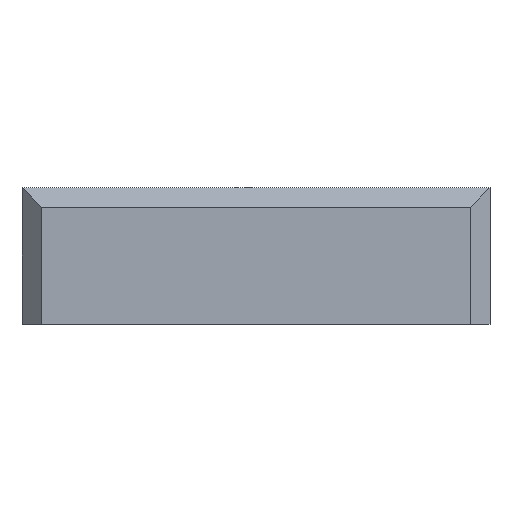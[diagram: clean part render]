
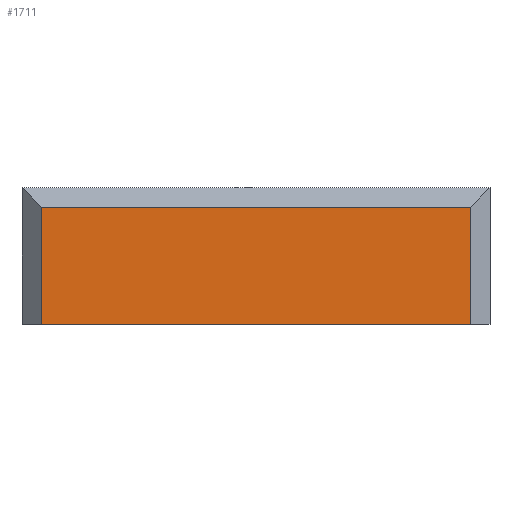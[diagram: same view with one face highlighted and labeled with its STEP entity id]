
A CAD part, left-side view. The second image highlights one B-rep face of the part: STEP entity #1711.
In plain terms, the highlighted planar face has unit normal (-1, 0, 0).
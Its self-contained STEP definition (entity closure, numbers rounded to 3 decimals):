
#83 = PLANE('',#84);
#84 = AXIS2_PLACEMENT_3D('',#85,#86,#87);
#85 = CARTESIAN_POINT('',(1.,0.,13.));
#86 = DIRECTION('',(0.707,0.,-0.707));
#87 = DIRECTION('',(-0.,-1.,-0.));
#402 = PLANE('',#403);
#403 = AXIS2_PLACEMENT_3D('',#404,#405,#406);
#404 = CARTESIAN_POINT('',(1.,47.,0.));
#405 = DIRECTION('',(-0.707,0.707,0.));
#406 = DIRECTION('',(0.,0.,1.));
#430 = PLANE('',#431);
#431 = AXIS2_PLACEMENT_3D('',#432,#433,#434);
#432 = CARTESIAN_POINT('',(0.,0.,0.));
#433 = DIRECTION('',(0.,0.,1.));
#434 = DIRECTION('',(1.,0.,0.));
#635 = PLANE('',#636);
#636 = AXIS2_PLACEMENT_3D('',#637,#638,#639);
#637 = CARTESIAN_POINT('',(1.,1.,0.));
#638 = DIRECTION('',(-0.707,-0.707,0.));
#639 = DIRECTION('',(-0.,-0.,-1.));
#788 = VERTEX_POINT('',#789);
#789 = CARTESIAN_POINT('',(0.,2.,12.));
#812 = VERTEX_POINT('',#813);
#813 = CARTESIAN_POINT('',(0.,46.,12.));
#834 = EDGE_CURVE('',#788,#812,#835,.T.);
#835 = SURFACE_CURVE('',#836,(#840,#847),.PCURVE_S1.);
#836 = LINE('',#837,#838);
#837 = CARTESIAN_POINT('',(0.,0.,12.));
#838 = VECTOR('',#839,1.);
#839 = DIRECTION('',(0.,1.,0.));
#840 = PCURVE('',#83,#841);
#841 = DEFINITIONAL_REPRESENTATION('',(#842),#846);
#842 = LINE('',#843,#844);
#843 = CARTESIAN_POINT('',(-0.,1.414));
#844 = VECTOR('',#845,1.);
#845 = DIRECTION('',(-1.,0.));
#846 = ( GEOMETRIC_REPRESENTATION_CONTEXT(2) 
PARAMETRIC_REPRESENTATION_CONTEXT() REPRESENTATION_CONTEXT('2D SPACE',''
  ) );
#847 = PCURVE('',#848,#853);
#848 = PLANE('',#849);
#849 = AXIS2_PLACEMENT_3D('',#850,#851,#852);
#850 = CARTESIAN_POINT('',(0.,0.,0.));
#851 = DIRECTION('',(1.,0.,0.));
#852 = DIRECTION('',(0.,0.,1.));
#853 = DEFINITIONAL_REPRESENTATION('',(#854),#858);
#854 = LINE('',#855,#856);
#855 = CARTESIAN_POINT('',(12.,0.));
#856 = VECTOR('',#857,1.);
#857 = DIRECTION('',(0.,-1.));
#858 = ( GEOMETRIC_REPRESENTATION_CONTEXT(2) 
PARAMETRIC_REPRESENTATION_CONTEXT() REPRESENTATION_CONTEXT('2D SPACE',''
  ) );
#1353 = EDGE_CURVE('',#1354,#1356,#1358,.T.);
#1354 = VERTEX_POINT('',#1355);
#1355 = CARTESIAN_POINT('',(0.,2.,0.));
#1356 = VERTEX_POINT('',#1357);
#1357 = CARTESIAN_POINT('',(0.,46.,0.));
#1358 = SURFACE_CURVE('',#1359,(#1363,#1370),.PCURVE_S1.);
#1359 = LINE('',#1360,#1361);
#1360 = CARTESIAN_POINT('',(0.,0.,0.));
#1361 = VECTOR('',#1362,1.);
#1362 = DIRECTION('',(0.,1.,0.));
#1363 = PCURVE('',#430,#1364);
#1364 = DEFINITIONAL_REPRESENTATION('',(#1365),#1369);
#1365 = LINE('',#1366,#1367);
#1366 = CARTESIAN_POINT('',(0.,0.));
#1367 = VECTOR('',#1368,1.);
#1368 = DIRECTION('',(0.,1.));
#1369 = ( GEOMETRIC_REPRESENTATION_CONTEXT(2) 
PARAMETRIC_REPRESENTATION_CONTEXT() REPRESENTATION_CONTEXT('2D SPACE',''
  ) );
#1370 = PCURVE('',#848,#1371);
#1371 = DEFINITIONAL_REPRESENTATION('',(#1372),#1376);
#1372 = LINE('',#1373,#1374);
#1373 = CARTESIAN_POINT('',(0.,0.));
#1374 = VECTOR('',#1375,1.);
#1375 = DIRECTION('',(0.,-1.));
#1376 = ( GEOMETRIC_REPRESENTATION_CONTEXT(2) 
PARAMETRIC_REPRESENTATION_CONTEXT() REPRESENTATION_CONTEXT('2D SPACE',''
  ) );
#1533 = EDGE_CURVE('',#1356,#812,#1534,.T.);
#1534 = SURFACE_CURVE('',#1535,(#1539,#1546),.PCURVE_S1.);
#1535 = LINE('',#1536,#1537);
#1536 = CARTESIAN_POINT('',(0.,46.,0.));
#1537 = VECTOR('',#1538,1.);
#1538 = DIRECTION('',(0.,0.,1.));
#1539 = PCURVE('',#402,#1540);
#1540 = DEFINITIONAL_REPRESENTATION('',(#1541),#1545);
#1541 = LINE('',#1542,#1543);
#1542 = CARTESIAN_POINT('',(0.,-1.414));
#1543 = VECTOR('',#1544,1.);
#1544 = DIRECTION('',(1.,0.));
#1545 = ( GEOMETRIC_REPRESENTATION_CONTEXT(2) 
PARAMETRIC_REPRESENTATION_CONTEXT() REPRESENTATION_CONTEXT('2D SPACE',''
  ) );
#1546 = PCURVE('',#848,#1547);
#1547 = DEFINITIONAL_REPRESENTATION('',(#1548),#1552);
#1548 = LINE('',#1549,#1550);
#1549 = CARTESIAN_POINT('',(0.,-46.));
#1550 = VECTOR('',#1551,1.);
#1551 = DIRECTION('',(1.,0.));
#1552 = ( GEOMETRIC_REPRESENTATION_CONTEXT(2) 
PARAMETRIC_REPRESENTATION_CONTEXT() REPRESENTATION_CONTEXT('2D SPACE',''
  ) );
#1662 = EDGE_CURVE('',#1354,#788,#1663,.T.);
#1663 = SURFACE_CURVE('',#1664,(#1668,#1675),.PCURVE_S1.);
#1664 = LINE('',#1665,#1666);
#1665 = CARTESIAN_POINT('',(0.,2.,0.));
#1666 = VECTOR('',#1667,1.);
#1667 = DIRECTION('',(0.,0.,1.));
#1668 = PCURVE('',#635,#1669);
#1669 = DEFINITIONAL_REPRESENTATION('',(#1670),#1674);
#1670 = LINE('',#1671,#1672);
#1671 = CARTESIAN_POINT('',(-0.,-1.414));
#1672 = VECTOR('',#1673,1.);
#1673 = DIRECTION('',(-1.,0.));
#1674 = ( GEOMETRIC_REPRESENTATION_CONTEXT(2) 
PARAMETRIC_REPRESENTATION_CONTEXT() REPRESENTATION_CONTEXT('2D SPACE',''
  ) );
#1675 = PCURVE('',#848,#1676);
#1676 = DEFINITIONAL_REPRESENTATION('',(#1677),#1681);
#1677 = LINE('',#1678,#1679);
#1678 = CARTESIAN_POINT('',(0.,-2.));
#1679 = VECTOR('',#1680,1.);
#1680 = DIRECTION('',(1.,0.));
#1681 = ( GEOMETRIC_REPRESENTATION_CONTEXT(2) 
PARAMETRIC_REPRESENTATION_CONTEXT() REPRESENTATION_CONTEXT('2D SPACE',''
  ) );
#1711 = ADVANCED_FACE('',(#1712),#848,.F.);
#1712 = FACE_BOUND('',#1713,.F.);
#1713 = EDGE_LOOP('',(#1714,#1715,#1716,#1717));
#1714 = ORIENTED_EDGE('',*,*,#1353,.T.);
#1715 = ORIENTED_EDGE('',*,*,#1533,.T.);
#1716 = ORIENTED_EDGE('',*,*,#834,.F.);
#1717 = ORIENTED_EDGE('',*,*,#1662,.F.);
